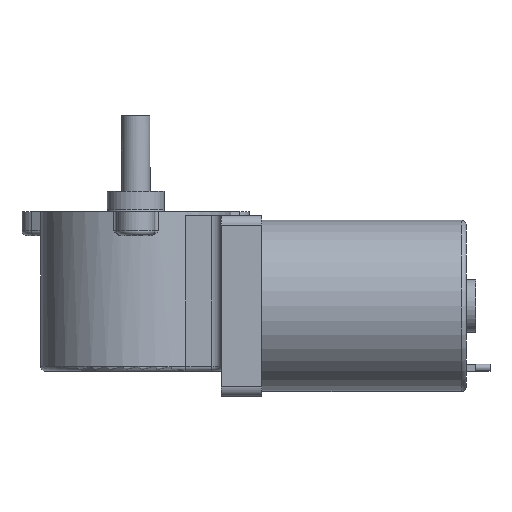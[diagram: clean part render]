
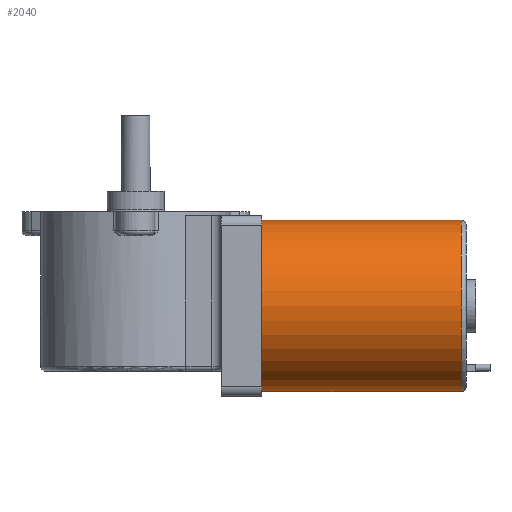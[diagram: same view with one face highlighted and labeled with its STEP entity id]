
A CAD part, front view. The second image highlights one B-rep face of the part: STEP entity #2040.
In plain terms, the highlighted cylindrical face has radius 18 mm (diameter 36 mm), a full revolution.
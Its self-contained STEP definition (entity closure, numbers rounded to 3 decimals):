
#2009=CARTESIAN_POINT('',(68.5,-11.7,-4.3));
#2010=VERTEX_POINT('',#2009);
#2011=CARTESIAN_POINT('',(68.5,-11.7,13.7));
#2012=DIRECTION('',(1.0,0.0,0.0));
#2013=DIRECTION('',(0.0,0.0,1.0));
#2014=AXIS2_PLACEMENT_3D('',#2011,#2012,#2013);
#2015=CIRCLE('',#2014,18.0);
#2016=EDGE_CURVE('',#2010,#2010,#2015,.T.);
#2021=CARTESIAN_POINT('',(26.5,-11.7,13.7));
#2022=DIRECTION('',(1.0,0.,0.0));
#2023=DIRECTION('',(0.0,0.0,1.0));
#2024=AXIS2_PLACEMENT_3D('',#2021,#2022,#2023);
#2025=CYLINDRICAL_SURFACE('',#2024,18.0);
#2026=CARTESIAN_POINT('',(26.5,-11.7,-4.3));
#2027=VERTEX_POINT('',#2026);
#2028=CARTESIAN_POINT('',(26.5,-11.7,13.7));
#2029=DIRECTION('',(-1.0,0.0,0.0));
#2030=DIRECTION('',(0.0,0.0,1.0));
#2031=AXIS2_PLACEMENT_3D('',#2028,#2029,#2030);
#2032=CIRCLE('',#2031,18.0);
#2033=EDGE_CURVE('',#2027,#2027,#2032,.T.);
#2034=ORIENTED_EDGE('',*,*,#2033,.F.);
#2035=EDGE_LOOP('',(#2034));
#2036=FACE_OUTER_BOUND('',#2035,.T.);
#2037=ORIENTED_EDGE('',*,*,#2016,.F.);
#2038=EDGE_LOOP('',(#2037));
#2039=FACE_BOUND('',#2038,.T.);
#2040=ADVANCED_FACE('',(#2036,#2039),#2025,.T.);
